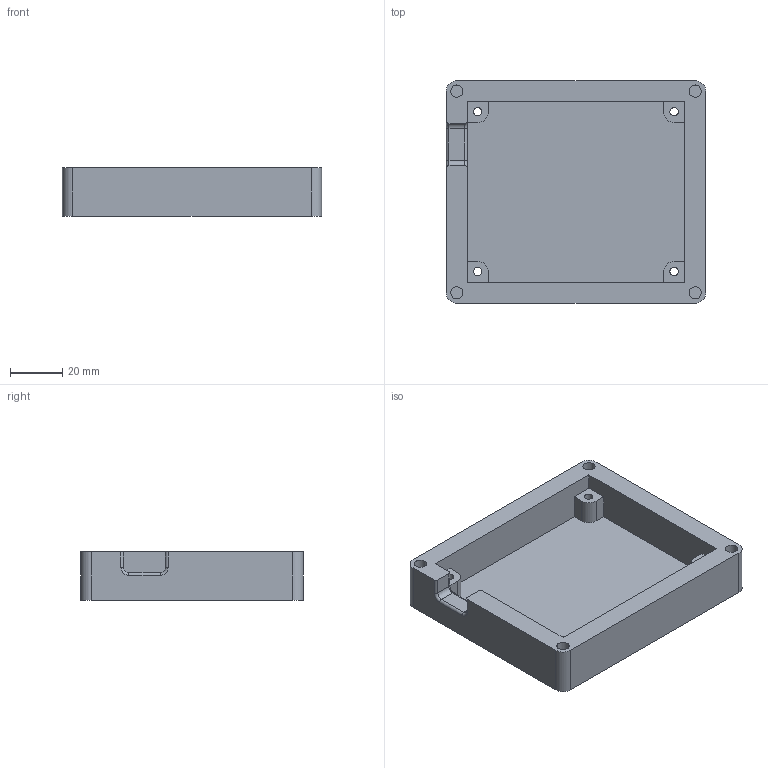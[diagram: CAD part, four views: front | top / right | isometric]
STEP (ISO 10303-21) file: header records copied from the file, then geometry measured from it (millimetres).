
FILE_DESCRIPTION(/* description */ (''),/* implementation_level */ '2;1');
FILE_NAME(/* name */ 'Case_Base.step',/* time_stamp */ '2026-01-01T16:01:07-08:00',/* author */ (''),/* organization */ (''),/* preprocessor_version */ 'ST-DEVELOPER v20.1',/* originating_system */ 'Autodesk Translation Framework v14.21.0.0',/* authorisation */ '');
FILE_SCHEMA (('AUTOMOTIVE_DESIGN { 1 0 10303 214 3 1 1 }'));
Length unit declared in the file: millimetre
Products named in the file (2): Case_Base; Hackpad Case
Assembly tree (1 placements, depth 2):
  Case_Base
    Hackpad Case
Bounding box: 99 x 85 x 18.5 mm (x, y, z)
Volume: 66415.2 mm3; surface area: 29313.1 mm2
Topology: 1 solids, 1 shells, 59 faces, 151 edges, 98 vertices
Faces by surface type: plane 31, cylinder 24, torus 4
Full cylindrical faces by diameter (mm): 3.2 x4, 4.7 x4
Entity records: 1869 total; most frequent: DIRECTION 326, CARTESIAN_POINT 321, ORIENTED_EDGE 302, EDGE_CURVE 151, AXIS2_PLACEMENT_3D 115, VERTEX_POINT 98, LINE 96, VECTOR 96
